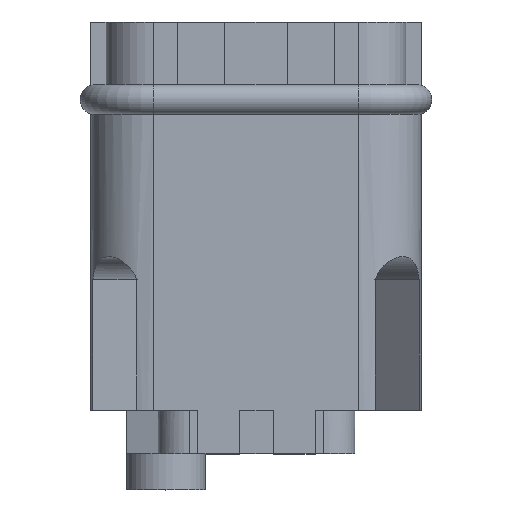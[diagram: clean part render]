
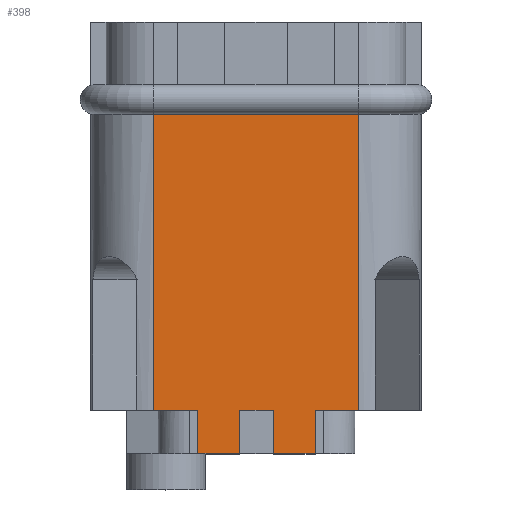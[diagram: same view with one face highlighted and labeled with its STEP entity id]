
A CAD part, top view. The second image highlights one B-rep face of the part: STEP entity #398.
In plain terms, the highlighted planar face has unit normal (0, 0, 1).
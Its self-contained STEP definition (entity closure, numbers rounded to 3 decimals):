
#101 = EDGE_CURVE ( 'NONE', #6500, #6499, #6696, .T. ) ;
#305 = ORIENTED_EDGE ( 'NONE', *, *, #727, .T. ) ;
#306 = ORIENTED_EDGE ( 'NONE', *, *, #454, .F. ) ;
#307 = ORIENTED_EDGE ( 'NONE', *, *, #726, .F. ) ;
#309 = ORIENTED_EDGE ( 'NONE', *, *, #593, .F. ) ;
#310 = ORIENTED_EDGE ( 'NONE', *, *, #101, .F. ) ;
#311 = ORIENTED_EDGE ( 'NONE', *, *, #554, .T. ) ;
#312 = ORIENTED_EDGE ( 'NONE', *, *, #458, .F. ) ;
#313 = ORIENTED_EDGE ( 'NONE', *, *, #592, .T. ) ;
#314 = ORIENTED_EDGE ( 'NONE', *, *, #583, .F. ) ;
#315 = ORIENTED_EDGE ( 'NONE', *, *, #555, .T. ) ;
#317 = ORIENTED_EDGE ( 'NONE', *, *, #556, .T. ) ;
#318 = ORIENTED_EDGE ( 'NONE', *, *, #589, .F. ) ;
#398 = ADVANCED_FACE ( 'NONE', ( #6788 ), #4475, .F. ) ;
#454 = EDGE_CURVE ( 'NONE', #6264, #6358, #6834, .T. ) ;
#458 = EDGE_CURVE ( 'NONE', #6356, #6331, #6838, .T. ) ;
#554 = EDGE_CURVE ( 'NONE', #6471, #6492, #6906, .T. ) ;
#555 = EDGE_CURVE ( 'NONE', #6472, #6471, #6907, .T. ) ;
#556 = EDGE_CURVE ( 'NONE', #6497, #6472, #6908, .T. ) ;
#583 = EDGE_CURVE ( 'NONE', #6498, #6492, #6930, .T. ) ;
#589 = EDGE_CURVE ( 'NONE', #6497, #6501, #6935, .T. ) ;
#592 = EDGE_CURVE ( 'NONE', #6498, #6331, #6937, .T. ) ;
#593 = EDGE_CURVE ( 'NONE', #6499, #6356, #6938, .T. ) ;
#726 = EDGE_CURVE ( 'NONE', #6501, #6264, #7035, .T. ) ;
#727 = EDGE_CURVE ( 'NONE', #6500, #6358, #7036, .T. ) ;
#1631 = VECTOR ( 'NONE', #4915, 1000. ) ;
#1632 = VECTOR ( 'NONE', #5058, 1000. ) ;
#1997 = VECTOR ( 'NONE', #4008, 1000. ) ;
#1998 = VECTOR ( 'NONE', #4010, 1000. ) ;
#1999 = VECTOR ( 'NONE', #4012, 1000. ) ;
#2117 = VECTOR ( 'NONE', #4296, 1000. ) ;
#2128 = VECTOR ( 'NONE', #3900, 1000. ) ;
#2134 = VECTOR ( 'NONE', #3937, 1000. ) ;
#2180 = VECTOR ( 'NONE', #3889, 1000. ) ;
#2249 = VECTOR ( 'NONE', #4304, 1000. ) ;
#2250 = VECTOR ( 'NONE', #3891, 1000. ) ;
#2400 = CARTESIAN_POINT ( 'NONE',  ( 3.758, -18.8, 10.5 ) ) ;
#2401 = CARTESIAN_POINT ( 'NONE',  ( 1.108, -18.8, 10.5 ) ) ;
#2402 = CARTESIAN_POINT ( 'NONE',  ( -1.042, -18.8, 10.5 ) ) ;
#2403 = CARTESIAN_POINT ( 'NONE',  ( -3.692, -18.8, 10.5 ) ) ;
#2404 = CARTESIAN_POINT ( 'NONE',  ( 6.52, -18.8, 10.5 ) ) ;
#2409 = CARTESIAN_POINT ( 'NONE',  ( -6.52, -18.8, 10.5 ) ) ;
#2429 = CARTESIAN_POINT ( 'NONE',  ( 6.52, 0., 10.5 ) ) ;
#2430 = CARTESIAN_POINT ( 'NONE',  ( -6.52, 0., 10.5 ) ) ;
#2543 = CARTESIAN_POINT ( 'NONE',  ( 1.108, -21.55, 10.5 ) ) ;
#2545 = CARTESIAN_POINT ( 'NONE',  ( -1.042, -21.55, 10.5 ) ) ;
#2570 = CARTESIAN_POINT ( 'NONE',  ( -3.692, -21.55, 10.5 ) ) ;
#2637 = CARTESIAN_POINT ( 'NONE',  ( 3.758, -21.55, 10.5 ) ) ;
#3289 = VECTOR ( 'NONE', #5514, 1000. ) ;
#3358 = AXIS2_PLACEMENT_3D ( 'NONE', #4474, #4473, #4472 ) ;
#3889 = DIRECTION ( 'NONE',  ( 0., -1., 0. ) ) ;
#3890 = CARTESIAN_POINT ( 'NONE',  ( -1.042, -18.8, 10.5 ) ) ;
#3891 = DIRECTION ( 'NONE',  ( 0., -1., 0. ) ) ;
#3892 = CARTESIAN_POINT ( 'NONE',  ( -3.692, -18.8, 10.5 ) ) ;
#3900 = DIRECTION ( 'NONE',  ( -1., 0., 0. ) ) ;
#3901 = CARTESIAN_POINT ( 'NONE',  ( -10.5, -18.8, 10.5 ) ) ;
#3937 = DIRECTION ( 'NONE',  ( -1., 0., 0. ) ) ;
#3938 = CARTESIAN_POINT ( 'NONE',  ( -10.5, -18.8, 10.5 ) ) ;
#4008 = DIRECTION ( 'NONE',  ( 0., 1., 0. ) ) ;
#4009 = CARTESIAN_POINT ( 'NONE',  ( 6.52, -21.55, 10.5 ) ) ;
#4010 = DIRECTION ( 'NONE',  ( -1., 0., 0. ) ) ;
#4011 = CARTESIAN_POINT ( 'NONE',  ( -10.5, 0., 10.5 ) ) ;
#4012 = DIRECTION ( 'NONE',  ( 0., -1., 0. ) ) ;
#4013 = CARTESIAN_POINT ( 'NONE',  ( -6.52, -21.55, 10.5 ) ) ;
#4296 = DIRECTION ( 'NONE',  ( -1., 0., 0. ) ) ;
#4297 = CARTESIAN_POINT ( 'NONE',  ( -10.5, -21.55, 10.5 ) ) ;
#4304 = DIRECTION ( 'NONE',  ( -1., 0., 0. ) ) ;
#4305 = CARTESIAN_POINT ( 'NONE',  ( -10.5, -21.55, 10.5 ) ) ;
#4472 = DIRECTION ( 'NONE',  ( -1., 0., 0. ) ) ;
#4473 = DIRECTION ( 'NONE',  ( 0., 0., -1. ) ) ;
#4474 = CARTESIAN_POINT ( 'NONE',  ( -10.5, -21.55, 10.5 ) ) ;
#4475 = PLANE ( 'NONE',  #3358 ) ;
#4913 = CARTESIAN_POINT ( 'NONE',  ( 1.108, -18.8, 10.5 ) ) ;
#4915 = DIRECTION ( 'NONE',  ( 0., -1., 0. ) ) ;
#5058 = DIRECTION ( 'NONE',  ( 0., -1., 0. ) ) ;
#5062 = CARTESIAN_POINT ( 'NONE',  ( 3.758, -18.8, 10.5 ) ) ;
#5488 = CARTESIAN_POINT ( 'NONE',  ( -10.5, -18.8, 10.5 ) ) ;
#5514 = DIRECTION ( 'NONE',  ( -1., 0., 0. ) ) ;
#6094 = EDGE_LOOP ( 'NONE', ( #318, #317, #315, #311, #314, #313, #312, #309, #310, #305, #306, #307 ) ) ;
#6264 = VERTEX_POINT ( 'NONE', #2637 ) ;
#6331 = VERTEX_POINT ( 'NONE', #2570 ) ;
#6356 = VERTEX_POINT ( 'NONE', #2545 ) ;
#6358 = VERTEX_POINT ( 'NONE', #2543 ) ;
#6471 = VERTEX_POINT ( 'NONE', #2430 ) ;
#6472 = VERTEX_POINT ( 'NONE', #2429 ) ;
#6492 = VERTEX_POINT ( 'NONE', #2409 ) ;
#6497 = VERTEX_POINT ( 'NONE', #2404 ) ;
#6498 = VERTEX_POINT ( 'NONE', #2403 ) ;
#6499 = VERTEX_POINT ( 'NONE', #2402 ) ;
#6500 = VERTEX_POINT ( 'NONE', #2401 ) ;
#6501 = VERTEX_POINT ( 'NONE', #2400 ) ;
#6696 = LINE ( 'NONE', #5488, #3289 ) ;
#6788 = FACE_OUTER_BOUND ( 'NONE', #6094, .T. ) ;
#6834 = LINE ( 'NONE', #4305, #2249 ) ;
#6838 = LINE ( 'NONE', #4297, #2117 ) ;
#6906 = LINE ( 'NONE', #4013, #1999 ) ;
#6907 = LINE ( 'NONE', #4011, #1998 ) ;
#6908 = LINE ( 'NONE', #4009, #1997 ) ;
#6930 = LINE ( 'NONE', #3938, #2134 ) ;
#6935 = LINE ( 'NONE', #3901, #2128 ) ;
#6937 = LINE ( 'NONE', #3892, #2250 ) ;
#6938 = LINE ( 'NONE', #3890, #2180 ) ;
#7035 = LINE ( 'NONE', #5062, #1632 ) ;
#7036 = LINE ( 'NONE', #4913, #1631 ) ;
